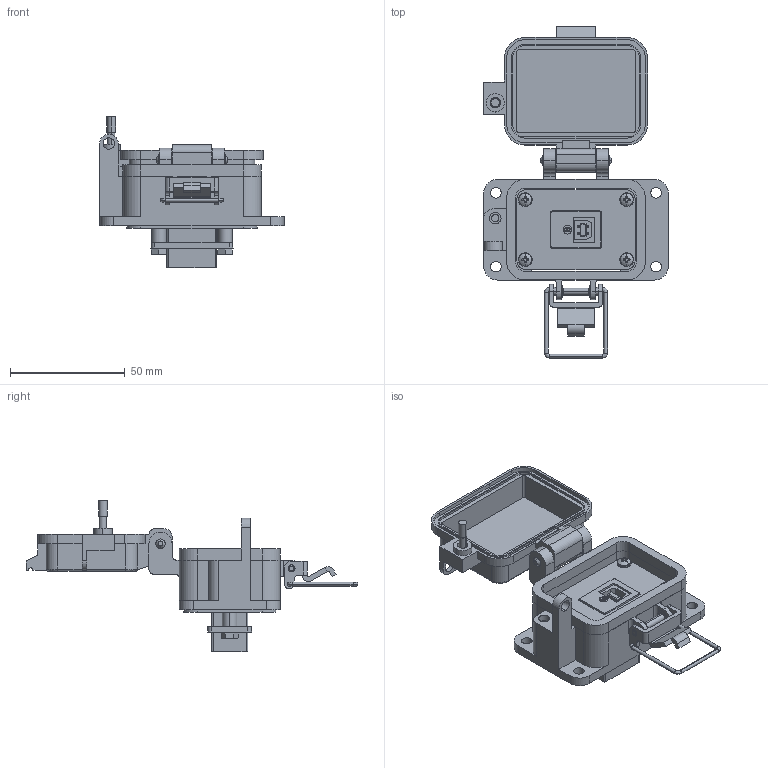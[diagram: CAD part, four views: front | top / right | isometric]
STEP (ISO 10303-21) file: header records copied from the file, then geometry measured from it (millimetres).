
FILE_DESCRIPTION (( 'STEP AP203' ), '1' );
FILE_NAME ('P-Q51-B3RX_3D.STEP', '2020-08-14T20:44:01', ( '' ), ( '' ), 'SwSTEP 2.0', 'SolidWorks 2019', '' );
FILE_SCHEMA (( 'CONFIG_CONTROL_DESIGN' ));
Length unit declared in the file: millimetre
Products named in the file (11): Q51; -B3; Z-002-4401_4HN_90675A005; 92005A124_METRIC PAN HEAD PHILLIPS MACHINE SCREW_92005A124; Z-000-44011_8FH_91771A116; P-Q51-B3RX_FP060_1; Z-300-USB-AB-FF; Z-H-B3_B; P-Q51-B3RX_3D; P-Q51-B3RX_BP180_1; Z-001-SPR_3_4
Assembly tree (16 placements, depth 3):
  P-Q51-B3RX_3D
    P-Q51-B3RX_BP180_1
    Q51
      Z-300-USB-AB-FF
    Z-001-SPR_3_4  x2
    Z-000-44011_8FH_91771A116  x2
    Z-002-4401_4HN_90675A005  x2
    P-Q51-B3RX_FP060_1
    -B3
      Z-H-B3_B
    92005A124_METRIC PAN HEAD PHILLIPS MACHINE SCREW_92005A124  x4
Bounding box: 80.57 x 144.93 x 66.01 mm (x, y, z)
Volume: 68563.1 mm3; surface area: 53678.3 mm2
Topology: 23 solids, 23 shells, 2139 faces, 6041 edges, 4006 vertices
Faces by surface type: cylinder 1276, plane 590, cone 126, bspline 123, torus 16, sphere 8
Entity records: 51596 total; most frequent: CARTESIAN_POINT 18881, ORIENTED_EDGE 7230, DIRECTION 5871, EDGE_CURVE 3615, VERTEX_POINT 2399, AXIS2_PLACEMENT_3D 1985, LINE 1901, VECTOR 1901
